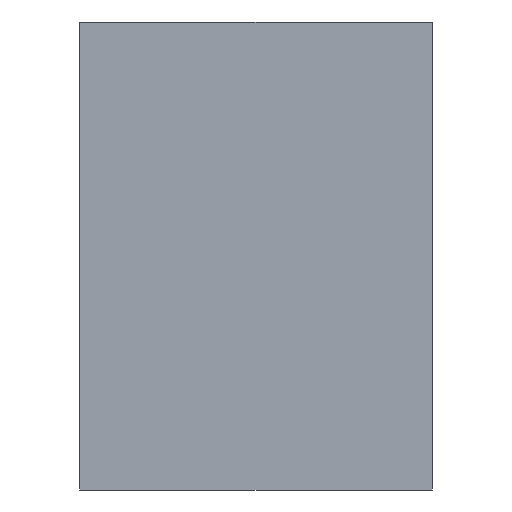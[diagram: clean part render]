
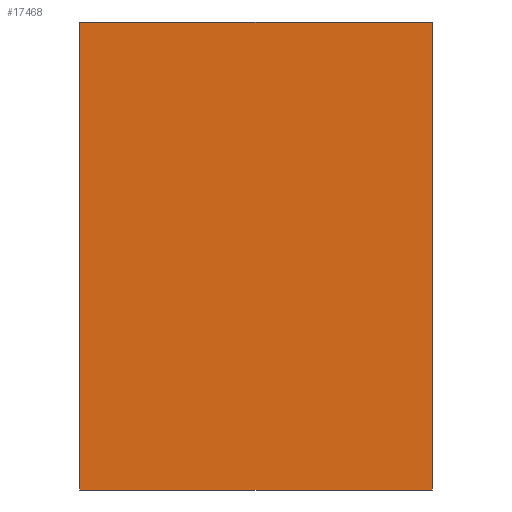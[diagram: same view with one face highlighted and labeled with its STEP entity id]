
A CAD part, front view. The second image highlights one B-rep face of the part: STEP entity #17468.
In plain terms, the highlighted planar face has unit normal (0, -1, 0).
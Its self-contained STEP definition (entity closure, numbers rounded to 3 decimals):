
#300 = VECTOR ( 'NONE', #17385, 1000. ) ;
#1060 = CARTESIAN_POINT ( 'NONE',  ( 8.13, -0.36, 16.51 ) ) ;
#1276 = EDGE_CURVE ( 'NONE', #2992, #11833, #10431, .T. ) ;
#2992 = VERTEX_POINT ( 'NONE', #3235 ) ;
#3235 = CARTESIAN_POINT ( 'NONE',  ( -8.13, -0.36, 16.51 ) ) ;
#3611 = ORIENTED_EDGE ( 'NONE', *, *, #5527, .T. ) ;
#5092 = LINE ( 'NONE', #1060, #15357 ) ;
#5143 = CARTESIAN_POINT ( 'NONE',  ( -8.13, -0.36, 16.51 ) ) ;
#5212 = VERTEX_POINT ( 'NONE', #7746 ) ;
#5527 = EDGE_CURVE ( 'NONE', #14027, #5212, #5092, .T. ) ;
#6674 = CARTESIAN_POINT ( 'NONE',  ( -8.13, -0.36, -8.89 ) ) ;
#7257 = ORIENTED_EDGE ( 'NONE', *, *, #10736, .T. ) ;
#7325 = AXIS2_PLACEMENT_3D ( 'NONE', #6674, #18651, #9926 ) ;
#7541 = CARTESIAN_POINT ( 'NONE',  ( 8.13, -0.36, -5.08 ) ) ;
#7746 = CARTESIAN_POINT ( 'NONE',  ( 8.13, -0.36, 16.51 ) ) ;
#8038 = EDGE_CURVE ( 'NONE', #14027, #11833, #11911, .T. ) ;
#8297 = DIRECTION ( 'NONE',  ( 0., 0., 1. ) ) ;
#8454 = PLANE ( 'NONE',  #7325 ) ;
#9151 = VECTOR ( 'NONE', #15334, 1000. ) ;
#9595 = LINE ( 'NONE', #5143, #9151 ) ;
#9926 = DIRECTION ( 'NONE',  ( 0., 0., -1. ) ) ;
#10142 = CARTESIAN_POINT ( 'NONE',  ( 8.13, -0.36, -5.08 ) ) ;
#10278 = ORIENTED_EDGE ( 'NONE', *, *, #1276, .T. ) ;
#10431 = LINE ( 'NONE', #13476, #16339 ) ;
#10736 = EDGE_CURVE ( 'NONE', #5212, #2992, #9595, .T. ) ;
#11729 = FACE_OUTER_BOUND ( 'NONE', #13890, .T. ) ;
#11833 = VERTEX_POINT ( 'NONE', #18477 ) ;
#11911 = LINE ( 'NONE', #10142, #300 ) ;
#13476 = CARTESIAN_POINT ( 'NONE',  ( -8.13, -0.36, 16.51 ) ) ;
#13890 = EDGE_LOOP ( 'NONE', ( #10278, #17684, #3611, #7257 ) ) ;
#14027 = VERTEX_POINT ( 'NONE', #7541 ) ;
#15334 = DIRECTION ( 'NONE',  ( -1., 0., 0. ) ) ;
#15357 = VECTOR ( 'NONE', #8297, 1000. ) ;
#16339 = VECTOR ( 'NONE', #17384, 1000. ) ;
#17384 = DIRECTION ( 'NONE',  ( 0., 0., -1. ) ) ;
#17385 = DIRECTION ( 'NONE',  ( -1., 0., 0. ) ) ;
#17468 = ADVANCED_FACE ( 'NONE', ( #11729 ), #8454, .T. ) ;
#17684 = ORIENTED_EDGE ( 'NONE', *, *, #8038, .F. ) ;
#18477 = CARTESIAN_POINT ( 'NONE',  ( -8.13, -0.36, -5.08 ) ) ;
#18651 = DIRECTION ( 'NONE',  ( 0., -1., 0. ) ) ;
